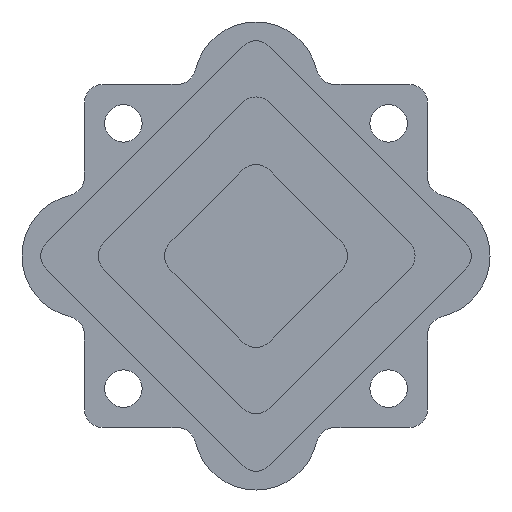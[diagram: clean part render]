
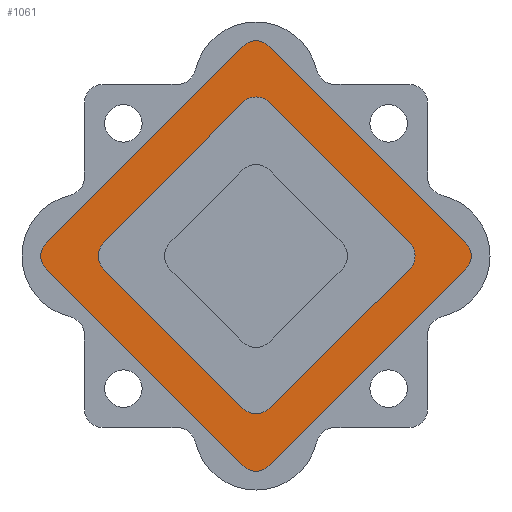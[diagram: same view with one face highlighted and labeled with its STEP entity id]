
A CAD part, front view. The second image highlights one B-rep face of the part: STEP entity #1061.
In plain terms, the highlighted planar face has unit normal (0, -1, 0).
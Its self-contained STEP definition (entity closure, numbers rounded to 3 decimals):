
#21=FACE_BOUND('',#148,.T.);
#38=PLANE('',#1191);
#84=FACE_OUTER_BOUND('',#147,.T.);
#147=EDGE_LOOP('',(#860,#861,#862,#863,#864,#865,#866,#867));
#148=EDGE_LOOP('',(#868,#869,#870,#871,#872,#873,#874,#875));
#224=LINE('',#1746,#316);
#234=LINE('',#1783,#326);
#240=LINE('',#1801,#332);
#241=LINE('',#1805,#333);
#242=LINE('',#1809,#334);
#243=LINE('',#1812,#335);
#244=LINE('',#1813,#336);
#245=LINE('',#1814,#337);
#316=VECTOR('',#1414,10.);
#326=VECTOR('',#1446,10.);
#332=VECTOR('',#1466,10.);
#333=VECTOR('',#1469,10.);
#334=VECTOR('',#1472,10.);
#335=VECTOR('',#1475,10.);
#336=VECTOR('',#1476,10.);
#337=VECTOR('',#1477,10.);
#401=CIRCLE('',#1172,1.2);
#409=CIRCLE('',#1183,1.2);
#410=CIRCLE('',#1186,1.2);
#411=CIRCLE('',#1188,1.2);
#412=CIRCLE('',#1190,1.2);
#413=CIRCLE('',#1192,1.2);
#414=CIRCLE('',#1193,1.2);
#415=CIRCLE('',#1194,1.2);
#486=VERTEX_POINT('',#1736);
#487=VERTEX_POINT('',#1738);
#489=VERTEX_POINT('',#1744);
#503=VERTEX_POINT('',#1776);
#504=VERTEX_POINT('',#1778);
#505=VERTEX_POINT('',#1782);
#506=VERTEX_POINT('',#1786);
#507=VERTEX_POINT('',#1790);
#508=VERTEX_POINT('',#1794);
#509=VERTEX_POINT('',#1795);
#510=VERTEX_POINT('',#1800);
#511=VERTEX_POINT('',#1802);
#512=VERTEX_POINT('',#1804);
#513=VERTEX_POINT('',#1806);
#514=VERTEX_POINT('',#1808);
#515=VERTEX_POINT('',#1810);
#614=EDGE_CURVE('',#486,#487,#401,.F.);
#618=EDGE_CURVE('',#486,#489,#224,.T.);
#634=EDGE_CURVE('',#503,#504,#409,.F.);
#636=EDGE_CURVE('',#504,#505,#234,.T.);
#638=EDGE_CURVE('',#505,#506,#410,.F.);
#641=EDGE_CURVE('',#507,#489,#411,.F.);
#642=EDGE_CURVE('',#508,#509,#412,.T.);
#645=EDGE_CURVE('',#510,#509,#240,.T.);
#646=EDGE_CURVE('',#510,#511,#413,.T.);
#647=EDGE_CURVE('',#512,#511,#241,.T.);
#648=EDGE_CURVE('',#512,#513,#414,.T.);
#649=EDGE_CURVE('',#514,#513,#242,.T.);
#650=EDGE_CURVE('',#514,#515,#415,.T.);
#651=EDGE_CURVE('',#508,#515,#243,.T.);
#652=EDGE_CURVE('',#506,#507,#244,.T.);
#653=EDGE_CURVE('',#487,#503,#245,.T.);
#860=ORIENTED_EDGE('',*,*,#642,.T.);
#861=ORIENTED_EDGE('',*,*,#645,.F.);
#862=ORIENTED_EDGE('',*,*,#646,.T.);
#863=ORIENTED_EDGE('',*,*,#647,.F.);
#864=ORIENTED_EDGE('',*,*,#648,.T.);
#865=ORIENTED_EDGE('',*,*,#649,.F.);
#866=ORIENTED_EDGE('',*,*,#650,.T.);
#867=ORIENTED_EDGE('',*,*,#651,.F.);
#868=ORIENTED_EDGE('',*,*,#618,.T.);
#869=ORIENTED_EDGE('',*,*,#641,.F.);
#870=ORIENTED_EDGE('',*,*,#652,.F.);
#871=ORIENTED_EDGE('',*,*,#638,.F.);
#872=ORIENTED_EDGE('',*,*,#636,.F.);
#873=ORIENTED_EDGE('',*,*,#634,.F.);
#874=ORIENTED_EDGE('',*,*,#653,.F.);
#875=ORIENTED_EDGE('',*,*,#614,.F.);
#1061=ADVANCED_FACE('',(#84,#21),#38,.F.);
#1172=AXIS2_PLACEMENT_3D('',#1739,#1407,#1408);
#1183=AXIS2_PLACEMENT_3D('',#1779,#1441,#1442);
#1186=AXIS2_PLACEMENT_3D('',#1787,#1450,#1451);
#1188=AXIS2_PLACEMENT_3D('',#1792,#1456,#1457);
#1190=AXIS2_PLACEMENT_3D('',#1796,#1460,#1461);
#1191=AXIS2_PLACEMENT_3D('',#1799,#1464,#1465);
#1192=AXIS2_PLACEMENT_3D('',#1803,#1467,#1468);
#1193=AXIS2_PLACEMENT_3D('',#1807,#1470,#1471);
#1194=AXIS2_PLACEMENT_3D('',#1811,#1473,#1474);
#1407=DIRECTION('center_axis',(0.,1.,0.));
#1408=DIRECTION('ref_axis',(-0.002,0.,1.));
#1414=DIRECTION('',(0.707,0.,-0.707));
#1441=DIRECTION('center_axis',(0.,1.,0.));
#1442=DIRECTION('ref_axis',(-1.,0.,-0.002));
#1446=DIRECTION('',(0.707,0.,-0.707));
#1450=DIRECTION('center_axis',(0.,1.,0.));
#1451=DIRECTION('ref_axis',(-0.002,0.,-1.));
#1456=DIRECTION('center_axis',(0.,1.,0.));
#1457=DIRECTION('ref_axis',(1.,0.,-0.002));
#1460=DIRECTION('center_axis',(0.,-1.,0.));
#1461=DIRECTION('ref_axis',(1.,0.,0.));
#1464=DIRECTION('center_axis',(0.,1.,0.));
#1465=DIRECTION('ref_axis',(0.,0.,1.));
#1466=DIRECTION('',(0.707,0.,-0.707));
#1467=DIRECTION('center_axis',(0.,-1.,0.));
#1468=DIRECTION('ref_axis',(0.,0.,1.));
#1469=DIRECTION('',(0.707,0.,0.707));
#1470=DIRECTION('center_axis',(0.,-1.,0.));
#1471=DIRECTION('ref_axis',(-1.,0.,0.));
#1472=DIRECTION('',(-0.707,0.,0.707));
#1473=DIRECTION('center_axis',(0.,-1.,0.));
#1474=DIRECTION('ref_axis',(0.,0.,-1.));
#1475=DIRECTION('',(-0.707,0.,-0.707));
#1476=DIRECTION('',(0.71,0.,0.704));
#1477=DIRECTION('',(-0.704,0.,-0.71));
#1736=CARTESIAN_POINT('',(-32.147,2.2,42.847));
#1738=CARTESIAN_POINT('',(-33.849,2.2,42.843));
#1739=CARTESIAN_POINT('Origin',(-32.996,2.2,41.999));
#1744=CARTESIAN_POINT('',(-23.153,2.2,33.853));
#1746=CARTESIAN_POINT('',(-30.325,2.2,41.025));
#1776=CARTESIAN_POINT('',(-42.759,2.2,33.849));
#1778=CARTESIAN_POINT('',(-42.755,2.2,32.155));
#1779=CARTESIAN_POINT('Origin',(-41.907,2.2,33.004));
#1782=CARTESIAN_POINT('',(-33.845,2.2,23.245));
#1783=CARTESIAN_POINT('',(-43.6,2.2,33.));
#1786=CARTESIAN_POINT('',(-32.151,2.2,23.241));
#1787=CARTESIAN_POINT('Origin',(-32.996,2.2,24.093));
#1790=CARTESIAN_POINT('',(-23.157,2.2,32.151));
#1792=CARTESIAN_POINT('Origin',(-24.001,2.2,33.004));
#1794=CARTESIAN_POINT('',(-19.549,2.2,32.151));
#1795=CARTESIAN_POINT('',(-19.549,2.2,33.849));
#1796=CARTESIAN_POINT('Origin',(-20.397,2.2,33.));
#1799=CARTESIAN_POINT('Origin',(-33.,2.2,33.));
#1800=CARTESIAN_POINT('',(-32.151,2.2,46.451));
#1801=CARTESIAN_POINT('',(-33.,2.2,47.3));
#1802=CARTESIAN_POINT('',(-33.849,2.2,46.451));
#1803=CARTESIAN_POINT('Origin',(-33.,2.2,45.603));
#1804=CARTESIAN_POINT('',(-46.451,2.2,33.849));
#1805=CARTESIAN_POINT('',(-47.3,2.2,33.));
#1806=CARTESIAN_POINT('',(-46.451,2.2,32.151));
#1807=CARTESIAN_POINT('Origin',(-45.603,2.2,33.));
#1808=CARTESIAN_POINT('',(-33.849,2.2,19.549));
#1809=CARTESIAN_POINT('',(-33.,2.2,18.7));
#1810=CARTESIAN_POINT('',(-32.151,2.2,19.549));
#1811=CARTESIAN_POINT('Origin',(-33.,2.2,20.397));
#1812=CARTESIAN_POINT('',(-18.7,2.2,33.));
#1813=CARTESIAN_POINT('',(-33.,2.2,22.4));
#1814=CARTESIAN_POINT('',(-33.,2.2,43.7));
